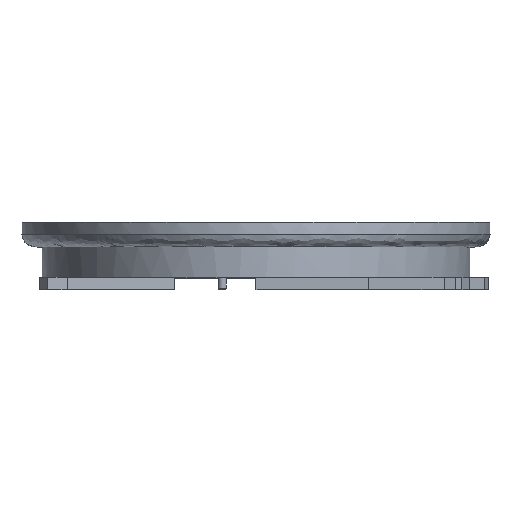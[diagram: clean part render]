
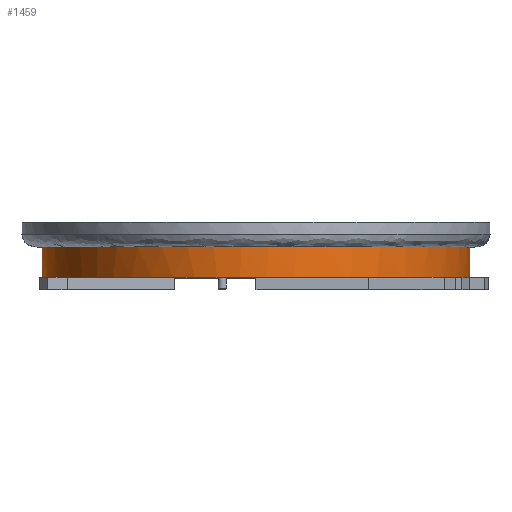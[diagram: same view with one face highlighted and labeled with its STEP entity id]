
A CAD part, top view. The second image highlights one B-rep face of the part: STEP entity #1459.
In plain terms, the highlighted free-form (B-spline) face has degree [3, 1] with [19, 2] control points.
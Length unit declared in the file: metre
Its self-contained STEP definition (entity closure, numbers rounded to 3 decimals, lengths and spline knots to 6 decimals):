
#44=B_SPLINE_SURFACE_WITH_KNOTS('',3,1,((#2369,#2370),(#2371,#2372),(#2373,
#2374),(#2375,#2376),(#2377,#2378),(#2379,#2380),(#2381,#2382),(#2383,#2384),
(#2385,#2386),(#2387,#2388),(#2389,#2390),(#2391,#2392),(#2393,#2394),(#2395,
#2396),(#2397,#2398),(#2399,#2400),(#2401,#2402),(#2403,#2404),(#2405,#2406)),
 .SURF_OF_LINEAR_EXTRUSION.,.T.,.F.,.F.,(1,1,1,1,1,1,1,1,1,1,1,1,1,1,1,
1,1,1,1,1,1,1,1),(2,2),(-1.178097,-0.785398,-0.392699,
0.,0.392699,0.785398,1.178097,1.570796,
1.963495,2.356194,2.748894,3.141593,3.534292,
3.926991,4.31969,4.712389,5.105088,5.497787,
5.890486,6.283185,6.675884,7.068583,7.461283),
(0.,1.),.UNSPECIFIED.);
#55=ELLIPSE('',#1576,0.0459,0.035);
#56=ELLIPSE('',#1577,0.0459,0.035);
#57=ELLIPSE('',#1578,0.0459,0.035);
#58=ELLIPSE('',#1579,0.0459,0.035);
#59=ELLIPSE('',#1580,0.0459,0.035);
#62=ELLIPSE('',#1585,0.0459,0.035);
#63=ELLIPSE('',#1586,0.0459,0.035);
#64=ELLIPSE('',#1587,0.0459,0.035);
#65=ELLIPSE('',#1588,0.0459,0.035);
#66=ELLIPSE('',#1589,0.0459,0.035);
#147=ORIENTED_EDGE('',*,*,#533,.T.);
#148=ORIENTED_EDGE('',*,*,#534,.F.);
#149=ORIENTED_EDGE('',*,*,#514,.F.);
#150=ORIENTED_EDGE('',*,*,#535,.F.);
#151=ORIENTED_EDGE('',*,*,#507,.F.);
#152=ORIENTED_EDGE('',*,*,#536,.F.);
#153=ORIENTED_EDGE('',*,*,#503,.F.);
#154=ORIENTED_EDGE('',*,*,#537,.F.);
#155=ORIENTED_EDGE('',*,*,#527,.F.);
#156=ORIENTED_EDGE('',*,*,#538,.F.);
#157=ORIENTED_EDGE('',*,*,#521,.F.);
#503=EDGE_CURVE('',#697,#698,#55,.T.);
#507=EDGE_CURVE('',#701,#702,#56,.T.);
#514=EDGE_CURVE('',#708,#709,#57,.T.);
#521=EDGE_CURVE('',#715,#716,#58,.T.);
#527=EDGE_CURVE('',#721,#722,#59,.T.);
#533=EDGE_CURVE('',#727,#727,#62,.T.);
#534=EDGE_CURVE('',#709,#715,#63,.T.);
#535=EDGE_CURVE('',#702,#708,#64,.T.);
#536=EDGE_CURVE('',#698,#701,#846,.T.);
#537=EDGE_CURVE('',#722,#697,#65,.T.);
#538=EDGE_CURVE('',#716,#721,#66,.T.);
#697=VERTEX_POINT('',#2115);
#698=VERTEX_POINT('',#2117);
#701=VERTEX_POINT('',#2123);
#702=VERTEX_POINT('',#2125);
#708=VERTEX_POINT('',#2137);
#709=VERTEX_POINT('',#2139);
#715=VERTEX_POINT('',#2151);
#716=VERTEX_POINT('',#2153);
#721=VERTEX_POINT('',#2163);
#722=VERTEX_POINT('',#2165);
#727=VERTEX_POINT('',#2368);
#846=LINE('',#2409,#992);
#992=VECTOR('',#1768,1.);
#1119=EDGE_LOOP('',(#147));
#1120=EDGE_LOOP('',(#148,#149,#150,#151,#152,#153,#154,#155,#156,#157));
#1262=FACE_BOUND('',#1119,.T.);
#1263=FACE_BOUND('',#1120,.T.);
#1459=ADVANCED_FACE('',(#1262,#1263),#44,.F.);
#1576=AXIS2_PLACEMENT_3D('',#2116,#1723,#1724);
#1577=AXIS2_PLACEMENT_3D('',#2124,#1728,#1729);
#1578=AXIS2_PLACEMENT_3D('',#2138,#1736,#1737);
#1579=AXIS2_PLACEMENT_3D('',#2152,#1744,#1745);
#1580=AXIS2_PLACEMENT_3D('',#2164,#1751,#1752);
#1585=AXIS2_PLACEMENT_3D('',#2367,#1762,#1763);
#1586=AXIS2_PLACEMENT_3D('',#2407,#1764,#1765);
#1587=AXIS2_PLACEMENT_3D('',#2408,#1766,#1767);
#1588=AXIS2_PLACEMENT_3D('',#2410,#1769,#1770);
#1589=AXIS2_PLACEMENT_3D('',#2411,#1771,#1772);
#1723=DIRECTION('',(0.,-1.,0.));
#1724=DIRECTION('',(0.,0.,-1.));
#1728=DIRECTION('',(0.,-1.,0.));
#1729=DIRECTION('',(0.,0.,-1.));
#1736=DIRECTION('',(0.,-1.,0.));
#1737=DIRECTION('',(0.,0.,-1.));
#1744=DIRECTION('',(0.,-1.,0.));
#1745=DIRECTION('',(0.,0.,-1.));
#1751=DIRECTION('',(0.,-1.,0.));
#1752=DIRECTION('',(0.,0.,-1.));
#1762=DIRECTION('',(0.,-1.,0.));
#1763=DIRECTION('',(0.,0.,-1.));
#1764=DIRECTION('',(0.,-1.,0.));
#1765=DIRECTION('',(0.,0.,-1.));
#1766=DIRECTION('',(0.,-1.,0.));
#1767=DIRECTION('',(0.,0.,-1.));
#1768=DIRECTION('',(-0.157,0.,-0.988));
#1769=DIRECTION('',(0.,-1.,0.));
#1770=DIRECTION('',(0.,0.,-1.));
#1771=DIRECTION('',(0.,-1.,0.));
#1772=DIRECTION('',(0.,0.,-1.));
#2115=CARTESIAN_POINT('',(-0.033667,-0.005,0.012547));
#2116=CARTESIAN_POINT('',(0.,-0.005,0.));
#2117=CARTESIAN_POINT('',(-0.034227,-0.005,0.009596));
#2123=CARTESIAN_POINT('',(-0.034307,-0.005,0.009092));
#2124=CARTESIAN_POINT('',(0.,-0.005,0.));
#2125=CARTESIAN_POINT('',(0.034056,-0.005,0.010588));
#2137=CARTESIAN_POINT('',(0.033513,-0.005,0.013237));
#2138=CARTESIAN_POINT('',(0.,-0.005,0.));
#2139=CARTESIAN_POINT('',(0.031401,-0.005,0.020274));
#2151=CARTESIAN_POINT('',(0.030148,-0.005,0.023316));
#2152=CARTESIAN_POINT('',(0.,-0.005,0.));
#2153=CARTESIAN_POINT('',(0.0263,-0.005,0.030286));
#2163=CARTESIAN_POINT('',(0.02429,-0.005,0.033047));
#2164=CARTESIAN_POINT('',(0.,-0.005,0.));
#2165=CARTESIAN_POINT('',(-0.032235,-0.005,0.01788));
#2367=CARTESIAN_POINT('',(0.,0.,0.));
#2368=CARTESIAN_POINT('',(0.,0.,-0.0459));
#2369=CARTESIAN_POINT('',(-0.013743,-0.005,-0.04351));
#2370=CARTESIAN_POINT('',(-0.013743,0.,-0.04351));
#2371=CARTESIAN_POINT('',(0.,-0.005,-0.047095));
#2372=CARTESIAN_POINT('',(0.,0.,-0.047095));
#2373=CARTESIAN_POINT('',(0.013743,-0.005,-0.04351));
#2374=CARTESIAN_POINT('',(0.013743,0.,-0.04351));
#2375=CARTESIAN_POINT('',(0.025393,-0.005,-0.033301));
#2376=CARTESIAN_POINT('',(0.025393,0.,-0.033301));
#2377=CARTESIAN_POINT('',(0.033178,-0.005,-0.018022));
#2378=CARTESIAN_POINT('',(0.033178,0.,-0.018022));
#2379=CARTESIAN_POINT('',(0.035911,-0.005,0.));
#2380=CARTESIAN_POINT('',(0.035911,0.,0.));
#2381=CARTESIAN_POINT('',(0.033178,-0.005,0.018022));
#2382=CARTESIAN_POINT('',(0.033178,0.,0.018022));
#2383=CARTESIAN_POINT('',(0.025393,-0.005,0.033301));
#2384=CARTESIAN_POINT('',(0.025393,0.,0.033301));
#2385=CARTESIAN_POINT('',(0.013743,-0.005,0.04351));
#2386=CARTESIAN_POINT('',(0.013743,0.,0.04351));
#2387=CARTESIAN_POINT('',(0.,-0.005,0.047095));
#2388=CARTESIAN_POINT('',(0.,0.,0.047095));
#2389=CARTESIAN_POINT('',(-0.013743,-0.005,0.04351));
#2390=CARTESIAN_POINT('',(-0.013743,0.,0.04351));
#2391=CARTESIAN_POINT('',(-0.025393,-0.005,0.033301));
#2392=CARTESIAN_POINT('',(-0.025393,0.,0.033301));
#2393=CARTESIAN_POINT('',(-0.033178,-0.005,0.018022));
#2394=CARTESIAN_POINT('',(-0.033178,0.,0.018022));
#2395=CARTESIAN_POINT('',(-0.035911,-0.005,0.));
#2396=CARTESIAN_POINT('',(-0.035911,0.,0.));
#2397=CARTESIAN_POINT('',(-0.033178,-0.005,-0.018022));
#2398=CARTESIAN_POINT('',(-0.033178,0.,-0.018022));
#2399=CARTESIAN_POINT('',(-0.025393,-0.005,-0.033301));
#2400=CARTESIAN_POINT('',(-0.025393,0.,-0.033301));
#2401=CARTESIAN_POINT('',(-0.013743,-0.005,-0.04351));
#2402=CARTESIAN_POINT('',(-0.013743,0.,-0.04351));
#2403=CARTESIAN_POINT('',(0.,-0.005,-0.047095));
#2404=CARTESIAN_POINT('',(0.,0.,-0.047095));
#2405=CARTESIAN_POINT('',(0.013743,-0.005,-0.04351));
#2406=CARTESIAN_POINT('',(0.013743,0.,-0.04351));
#2407=CARTESIAN_POINT('',(0.,-0.005,0.));
#2408=CARTESIAN_POINT('',(0.,-0.005,0.));
#2409=CARTESIAN_POINT('',(-0.034267,-0.005,0.009344));
#2410=CARTESIAN_POINT('',(0.,-0.005,0.));
#2411=CARTESIAN_POINT('',(0.,-0.005,0.));
